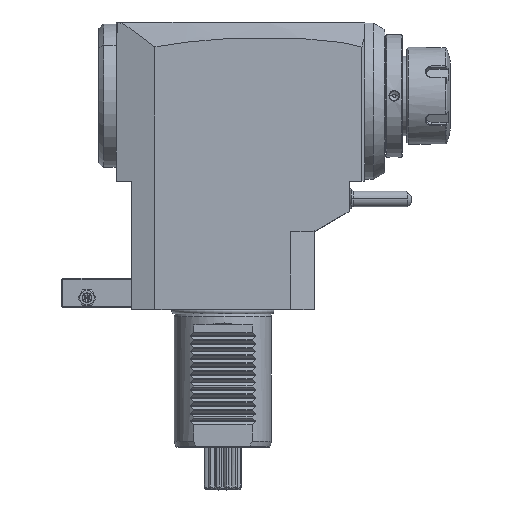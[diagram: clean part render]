
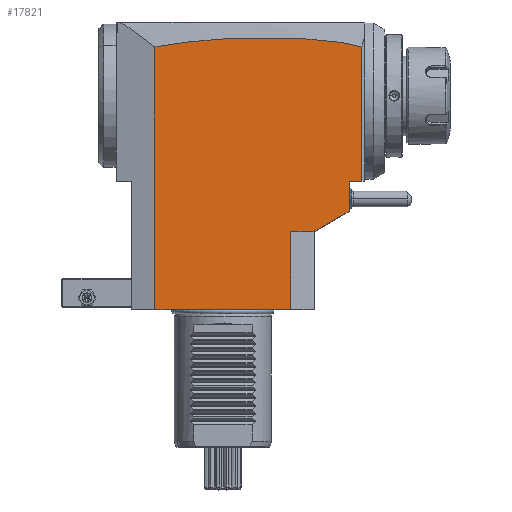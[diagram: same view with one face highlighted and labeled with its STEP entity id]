
A CAD part, top view. The second image highlights one B-rep face of the part: STEP entity #17821.
In plain terms, the highlighted planar face has unit normal (0, 0, 1).
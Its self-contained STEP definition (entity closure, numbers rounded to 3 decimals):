
#9=DIRECTION('',(-1.,0.,0.));
#10=VECTOR('',#9,70.);
#11=CARTESIAN_POINT('',(35.,0.,44.));
#12=LINE('',#11,#10);
#4606=DIRECTION('',(1.,0.,0.));
#4607=VECTOR('',#4606,11.);
#4608=CARTESIAN_POINT('',(35.,40.,44.));
#4609=LINE('',#4608,#4607);
#4622=DIRECTION('',(0.,1.,0.));
#4623=VECTOR('',#4622,40.);
#4624=CARTESIAN_POINT('',(35.,0.,44.));
#4625=LINE('',#4624,#4623);
#4654=DIRECTION('',(0.,-1.,0.));
#4655=VECTOR('',#4654,15.608);
#4656=CARTESIAN_POINT('',(65.,66.,44.));
#4657=LINE('',#4656,#4655);
#4658=DIRECTION('',(-0.866,-0.5,0.));
#4659=VECTOR('',#4658,20.785);
#4660=CARTESIAN_POINT('',(65.,50.392,44.));
#4661=LINE('',#4660,#4659);
#4662=DIRECTION('',(0.,1.,0.));
#4663=VECTOR('',#4662,0.577);
#4664=CARTESIAN_POINT('',(47.,40.,44.));
#4665=LINE('',#4664,#4663);
#4666=DIRECTION('',(0.866,0.5,0.));
#4667=VECTOR('',#4666,1.155);
#4668=CARTESIAN_POINT('',(46.,40.,44.));
#4669=LINE('',#4668,#4667);
#4670=DIRECTION('',(0.,1.,0.));
#4671=VECTOR('',#4670,135.17);
#4672=CARTESIAN_POINT('',(-35.,0.,44.));
#4673=LINE('',#4672,#4671);
#4674=CARTESIAN_POINT('',(71.5,135.054,44.));
#4675=CARTESIAN_POINT('',(71.181,135.166,44.));
#4676=CARTESIAN_POINT('',(70.511,135.389,44.));
#4677=CARTESIAN_POINT('',(69.399,135.724,44.));
#4678=CARTESIAN_POINT('',(68.214,136.046,44.));
#4679=CARTESIAN_POINT('',(66.975,136.353,44.));
#4680=CARTESIAN_POINT('',(65.712,136.639,44.));
#4681=CARTESIAN_POINT('',(64.378,136.917,44.));
#4682=CARTESIAN_POINT('',(62.914,137.196,44.));
#4683=CARTESIAN_POINT('',(61.265,137.484,44.));
#4684=CARTESIAN_POINT('',(59.376,137.782,44.));
#4685=CARTESIAN_POINT('',(57.236,138.085,44.));
#4686=CARTESIAN_POINT('',(54.833,138.386,44.));
#4687=CARTESIAN_POINT('',(52.134,138.684,44.));
#4688=CARTESIAN_POINT('',(49.058,138.975,44.));
#4689=CARTESIAN_POINT('',(45.532,139.255,44.));
#4690=CARTESIAN_POINT('',(41.554,139.509,44.));
#4691=CARTESIAN_POINT('',(37.127,139.723,44.));
#4692=CARTESIAN_POINT('',(32.428,139.878,44.));
#4693=CARTESIAN_POINT('',(27.576,139.968,44.));
#4694=CARTESIAN_POINT('',(22.568,139.991,44.));
#4695=CARTESIAN_POINT('',(17.445,139.945,44.));
#4696=CARTESIAN_POINT('',(12.283,139.829,44.));
#4697=CARTESIAN_POINT('',(7.109,139.646,44.));
#4698=CARTESIAN_POINT('',(1.896,139.391,44.));
#4699=CARTESIAN_POINT('',(-3.255,139.069,44.));
#4700=CARTESIAN_POINT('',(-8.113,138.697,44.));
#4701=CARTESIAN_POINT('',(-12.525,138.3,44.));
#4702=CARTESIAN_POINT('',(-16.623,137.879,44.));
#4703=CARTESIAN_POINT('',(-20.509,137.427,44.));
#4704=CARTESIAN_POINT('',(-24.293,136.933,44.));
#4705=CARTESIAN_POINT('',(-27.974,136.396,44.));
#4706=CARTESIAN_POINT('',(-31.55,135.813,44.));
#4707=CARTESIAN_POINT('',(-33.862,135.39,44.));
#4708=CARTESIAN_POINT('',(-35.,135.17,44.));
#4710=DIRECTION('',(0.,-1.,0.));
#4711=VECTOR('',#4710,69.054);
#4712=CARTESIAN_POINT('',(71.5,135.054,44.));
#4713=LINE('',#4712,#4711);
#4714=DIRECTION('',(1.,0.,0.));
#4715=VECTOR('',#4714,6.5);
#4716=CARTESIAN_POINT('',(65.,66.,44.));
#4717=LINE('',#4716,#4715);
#13050=VERTEX_POINT('',#4674);
#13051=VERTEX_POINT('',#4708);
#13063=CARTESIAN_POINT('',(71.5,66.,44.));
#13064=VERTEX_POINT('',#13063);
#13083=CARTESIAN_POINT('',(35.,40.,44.));
#13084=CARTESIAN_POINT('',(46.,40.,44.));
#13085=VERTEX_POINT('',#13083);
#13086=VERTEX_POINT('',#13084);
#13412=CARTESIAN_POINT('',(35.,0.,44.));
#13413=CARTESIAN_POINT('',(-35.,0.,44.));
#13414=VERTEX_POINT('',#13412);
#13415=VERTEX_POINT('',#13413);
#13426=CARTESIAN_POINT('',(65.,50.392,44.));
#13427=CARTESIAN_POINT('',(47.,40.,44.));
#13428=VERTEX_POINT('',#13426);
#13429=VERTEX_POINT('',#13427);
#13594=CARTESIAN_POINT('',(47.,40.577,44.));
#13596=VERTEX_POINT('',#13594);
#13668=CARTESIAN_POINT('',(65.,66.,44.));
#13669=VERTEX_POINT('',#13668);
#17799=CARTESIAN_POINT('',(-53.475,40.,44.));
#17800=DIRECTION('',(0.,0.,1.));
#17801=DIRECTION('',(1.,0.,0.));
#17802=AXIS2_PLACEMENT_3D('',#17799,#17800,#17801);
#17803=PLANE('',#17802);
#17805=ORIENTED_EDGE('',*,*,#17804,.F.);
#17807=ORIENTED_EDGE('',*,*,#17806,.T.);
#17808=ORIENTED_EDGE('',*,*,#17719,.T.);
#17810=ORIENTED_EDGE('',*,*,#17809,.T.);
#17812=ORIENTED_EDGE('',*,*,#17811,.F.);
#17813=ORIENTED_EDGE('',*,*,#17739,.F.);
#17814=ORIENTED_EDGE('',*,*,#17756,.F.);
#17815=ORIENTED_EDGE('',*,*,#13687,.T.);
#17816=ORIENTED_EDGE('',*,*,#13847,.T.);
#17817=ORIENTED_EDGE('',*,*,#14307,.F.);
#17818=ORIENTED_EDGE('',*,*,#14324,.T.);
#17819=EDGE_LOOP('',(#17805,#17807,#17808,#17810,#17812,#17813,#17814,#17815,
#17816,#17817,#17818));
#17820=FACE_OUTER_BOUND('',#17819,.F.);
#4709=B_SPLINE_CURVE_WITH_KNOTS('',3,(#4674,#4675,#4676,#4677,#4678,#4679,#4680,
#4681,#4682,#4683,#4684,#4685,#4686,#4687,#4688,#4689,#4690,#4691,#4692,#4693,
#4694,#4695,#4696,#4697,#4698,#4699,#4700,#4701,#4702,#4703,#4704,#4705,#4706,
#4707,#4708),.UNSPECIFIED.,.F.,.F.,(4,1,1,1,1,1,1,1,1,1,1,1,1,1,1,1,1,1,1,1,1,1,
1,1,1,1,1,1,1,1,1,1,4),(0.,0.031,0.063,0.094,0.125,0.156,
0.188,0.219,0.25,0.281,0.313,0.344,0.375,0.406,
0.438,0.469,0.5,0.531,0.563,0.594,0.625,0.656,
0.688,0.719,0.75,0.781,0.813,0.844,0.875,0.906,
0.938,0.969,1.),.UNSPECIFIED.);
#13687=EDGE_CURVE('',#13414,#13415,#12,.T.);
#13847=EDGE_CURVE('',#13415,#13051,#4673,.T.);
#14307=EDGE_CURVE('',#13050,#13051,#4709,.T.);
#14324=EDGE_CURVE('',#13050,#13064,#4713,.T.);
#17719=EDGE_CURVE('',#13428,#13429,#4661,.T.);
#17739=EDGE_CURVE('',#13085,#13086,#4609,.T.);
#17756=EDGE_CURVE('',#13414,#13085,#4625,.T.);
#17804=EDGE_CURVE('',#13669,#13064,#4717,.T.);
#17806=EDGE_CURVE('',#13669,#13428,#4657,.T.);
#17809=EDGE_CURVE('',#13429,#13596,#4665,.T.);
#17811=EDGE_CURVE('',#13086,#13596,#4669,.T.);
#17821=ADVANCED_FACE('',(#17820),#17803,.T.);
